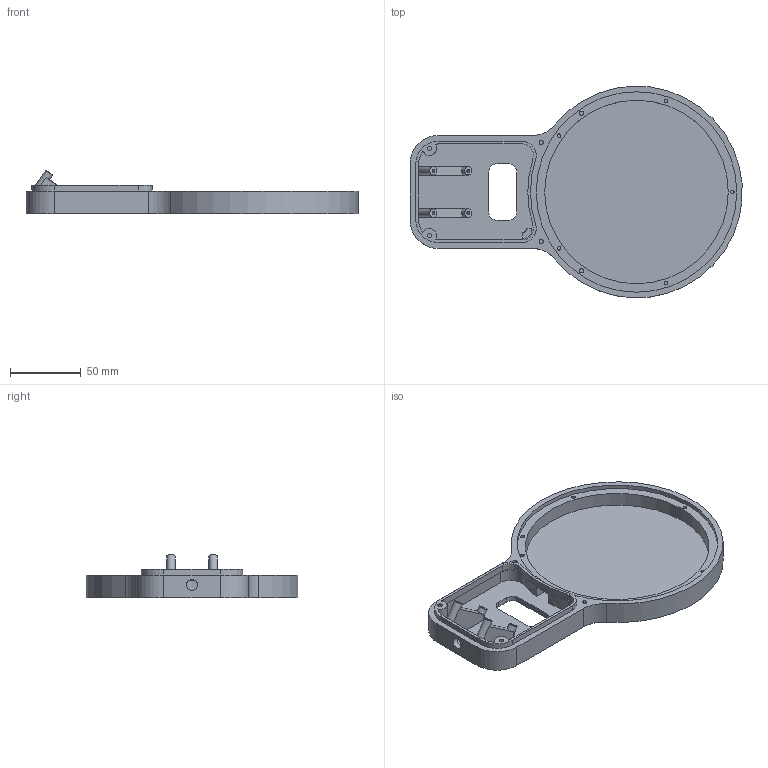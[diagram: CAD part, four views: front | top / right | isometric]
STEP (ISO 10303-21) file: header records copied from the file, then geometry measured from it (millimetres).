
FILE_DESCRIPTION(/* description */ ('STEP AP242','CAx-IF Rec.Pracs.---Representation and Presentation of Product Manufacturing Information (PMI)---4.0---2014-10-13','CAx-IF Rec.Pracs.---3D Tessellated Geometry---0.4---2014-09-14','2;1'),/* implementation_level */ '2;1');
FILE_NAME(/* name */ 'ColonizingMars_v1.0 - bottom',/* time_stamp */ '2025-01-09T12:10:40Z',/* author */ (''),/* organization */ (''),/* preprocessor_version */ 'ST-DEVELOPER v20',/* originating_system */ 'ONSHAPE BY PTC INC, 1.191',/* authorisation */ ' ');
FILE_SCHEMA (('AP242_MANAGED_MODEL_BASED_3D_ENGINEERING_MIM_LF { 1 0 10303 442 1 1 4 }'));
Length unit declared in the file: metre
Products named in the file (1): bottom
Bounding box: 235.14 x 149.88 x 30.6 mm (x, y, z)
Volume: 150298.5 mm3; surface area: 75077.5 mm2
Topology: 1 solids, 1 shells, 147 faces, 349 edges, 230 vertices
Faces by surface type: plane 72, cylinder 68, cone 7
Full cylindrical faces by diameter (mm): 2.5 x9, 3 x6, 6 x4, 7 x8, 8 x1, 130 x1, 142 x1
Entity records: 4051 total; most frequent: DIRECTION 747, CARTESIAN_POINT 681, ORIENTED_EDGE 610, EDGE_CURVE 305, AXIS2_PLACEMENT_3D 298, VERTEX_POINT 216, EDGE_LOOP 209, FACE_BOUND 209
